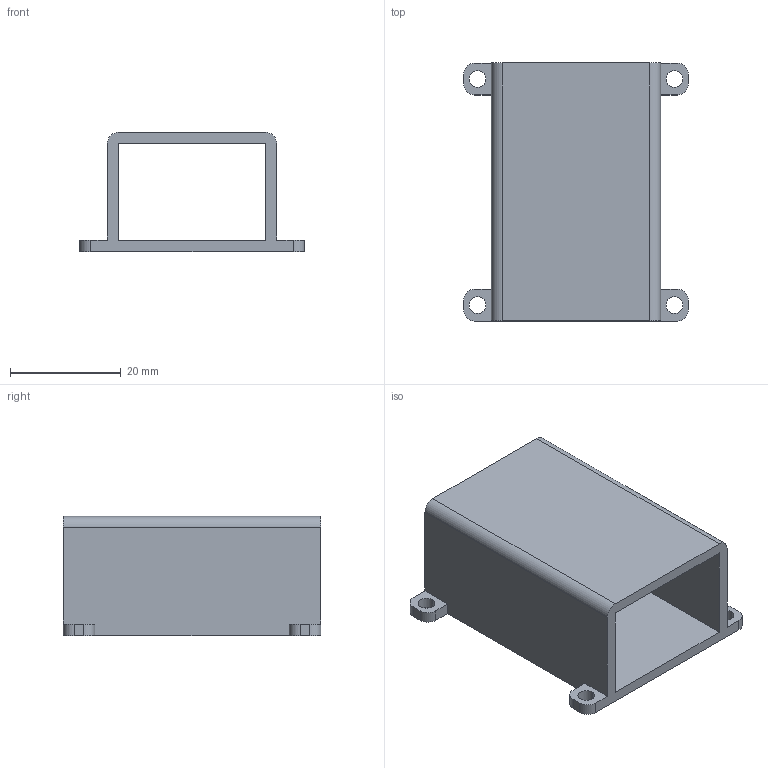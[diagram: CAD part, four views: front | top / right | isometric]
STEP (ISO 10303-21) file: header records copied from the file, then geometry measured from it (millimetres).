
FILE_DESCRIPTION (( 'STEP AP214' ), '1' );
FILE_NAME ('9V holder.STEP', '2024-07-16T18:14:55', ( '' ), ( '' ), 'SwSTEP 2.0', 'SolidWorks 2024', '' );
FILE_SCHEMA (( 'AUTOMOTIVE_DESIGN' ));
Length unit declared in the file: centimetre
Products named in the file (1): 9V holder
Bounding box: 40.5 x 46.5 x 21.5 mm (x, y, z)
Volume: 9013.3 mm3; surface area: 9536.1 mm2
Topology: 1 solids, 1 shells, 40 faces, 114 edges, 76 vertices
Faces by surface type: plane 22, cylinder 18
Entity records: 1357 total; most frequent: DIRECTION 232, CARTESIAN_POINT 231, ORIENTED_EDGE 228, EDGE_CURVE 114, VECTOR 78, LINE 78, AXIS2_PLACEMENT_3D 77, VERTEX_POINT 76
